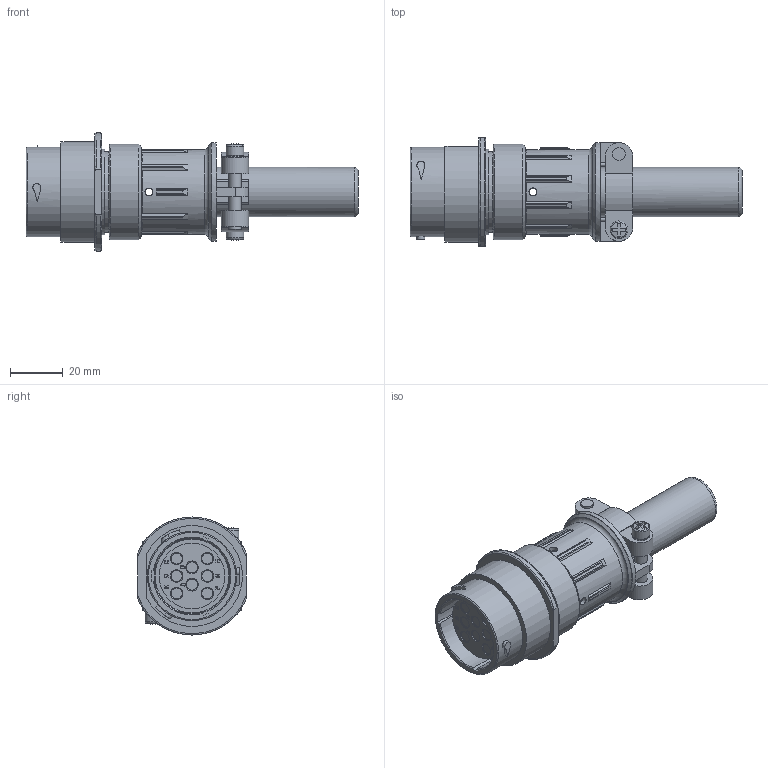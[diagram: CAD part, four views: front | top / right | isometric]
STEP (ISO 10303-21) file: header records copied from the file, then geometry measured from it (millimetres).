
FILE_DESCRIPTION(/* description */ ('STEP AP214'),/* implementation_level */ '2;1');
FILE_NAME(/* name */ 'AHDM04-18-08SN-059',/* time_stamp */ '2023-01-23T15:02:13+01:00',/* author */ ('License CC BY-ND 4.0'),/* organization */ ('CADENAS'),/* preprocessor_version */ 'ST-DEVELOPER v18.102',/* originating_system */ 'PARTsolutions',/* authorisation */ ' ');
FILE_SCHEMA (('AUTOMOTIVE_DESIGN {1 0 10303 214 3 1 1}'));
Length unit declared in the file: millimetre
Products named in the file (3): AHDM04-18-08SN-059; AHDMBS-18-059; AHDM04-18-08SN
Assembly tree (2 placements, depth 2):
  AHDM04-18-08SN-059
    AHDMBS-18-059
    AHDM04-18-08SN
Bounding box: 125.45 x 41.1 x 44.6 mm (x, y, z)
Volume: 67352 mm3; surface area: 26853.3 mm2
Topology: 2 solids, 2 shells, 633 faces, 1616 edges, 1064 vertices
Faces by surface type: plane 393, cylinder 166, torus 43, cone 29, sphere 2
Full cylindrical faces by diameter (mm): 3 x4, 4.15 x8, 4.8 x6, 5.3 x8, 6.475 x2, 6.7 x2, 15.9 x1, 18.7 x1, 24.8 x2, 28.7 x2, 30.34 x1, 30.376 x1, 30.74 x1, 32.1 x1, 32.2 x1, 33.76 x1, 36 x1, 37.3 x1
Entity records: 23228 total; most frequent: CARTESIAN_POINT 3609, DIRECTION 3120, ORIENTED_EDGE 3002, EDGE_CURVE 1501, AXIS2_PLACEMENT_3D 1076, VERTEX_POINT 1045, LINE 968, VECTOR 968
